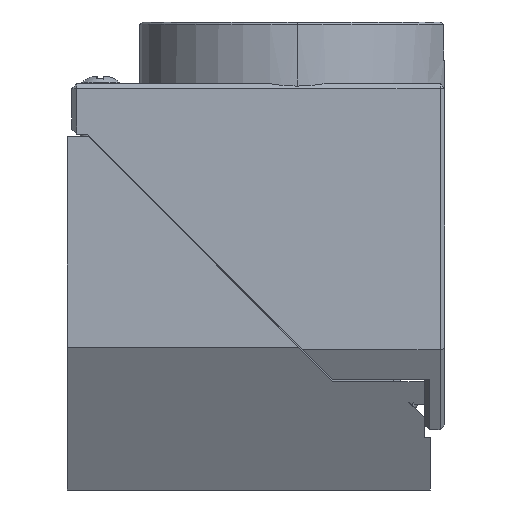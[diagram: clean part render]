
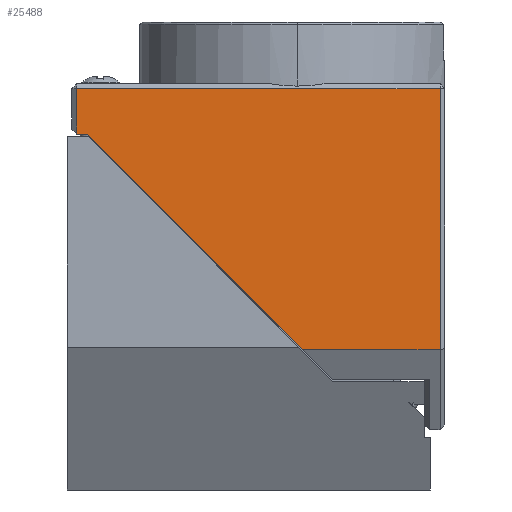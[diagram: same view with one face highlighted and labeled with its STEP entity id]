
A CAD part, left-side view. The second image highlights one B-rep face of the part: STEP entity #25488.
In plain terms, the highlighted planar face has unit normal (-1, 0, 0).
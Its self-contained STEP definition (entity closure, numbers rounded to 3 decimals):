
#23622=DIRECTION('',(0.,0.,1.));
#23623=VECTOR('',#23622,26.93);
#23624=CARTESIAN_POINT('',(-16.51,0.508,-27.438));
#23625=LINE('',#23624,#23623);
#23634=DIRECTION('',(0.,1.,0.));
#23635=VECTOR('',#23634,14.154);
#23636=CARTESIAN_POINT('',(-16.51,0.508,-27.438));
#23637=LINE('',#23636,#23635);
#23638=DIRECTION('',(0.,0.707,0.707));
#23639=VECTOR('',#23638,31.44);
#23640=CARTESIAN_POINT('',(-16.51,14.662,-27.438));
#23641=LINE('',#23640,#23639);
#23642=DIRECTION('',(0.,1.,0.));
#23643=VECTOR('',#23642,1.08);
#23644=CARTESIAN_POINT('',(-16.51,36.894,-5.207));
#23645=LINE('',#23644,#23643);
#23650=DIRECTION('',(0.,0.,-1.));
#23651=VECTOR('',#23650,4.699);
#23652=CARTESIAN_POINT('',(-16.51,37.973,-0.508));
#23653=LINE('',#23652,#23651);
#23741=DIRECTION('',(0.,1.,0.));
#23742=VECTOR('',#23741,37.465);
#23743=CARTESIAN_POINT('',(-16.51,0.508,-0.508));
#23744=LINE('',#23743,#23742);
#24272=CARTESIAN_POINT('',(-16.51,0.508,-0.508));
#24273=VERTEX_POINT('',#24272);
#24274=CARTESIAN_POINT('',(-16.51,0.508,-27.438));
#24275=VERTEX_POINT('',#24274);
#24296=CARTESIAN_POINT('',(-16.51,14.662,-27.438));
#24297=VERTEX_POINT('',#24296);
#24299=CARTESIAN_POINT('',(-16.51,36.894,-5.207));
#24300=VERTEX_POINT('',#24299);
#24341=CARTESIAN_POINT('',(-16.51,37.973,-5.207));
#24342=VERTEX_POINT('',#24341);
#24343=CARTESIAN_POINT('',(-16.51,37.973,-0.508));
#24344=VERTEX_POINT('',#24343);
#25473=CARTESIAN_POINT('',(-16.51,0.,0.));
#25474=DIRECTION('',(-1.,0.,0.));
#25475=DIRECTION('',(0.,0.,1.));
#25476=AXIS2_PLACEMENT_3D('',#25473,#25474,#25475);
#25477=PLANE('',#25476);
#25478=ORIENTED_EDGE('',*,*,#24998,.T.);
#25479=ORIENTED_EDGE('',*,*,#25033,.T.);
#25480=ORIENTED_EDGE('',*,*,#25130,.T.);
#25482=ORIENTED_EDGE('',*,*,#25481,.F.);
#25484=ORIENTED_EDGE('',*,*,#25483,.F.);
#25485=ORIENTED_EDGE('',*,*,#25456,.F.);
#25486=EDGE_LOOP('',(#25478,#25479,#25480,#25482,#25484,#25485));
#25487=FACE_OUTER_BOUND('',#25486,.F.);
#25488=ADVANCED_FACE('',(#25487),#25477,.T.);
#24998=EDGE_CURVE('',#24275,#24297,#23637,.T.);
#25033=EDGE_CURVE('',#24297,#24300,#23641,.T.);
#25130=EDGE_CURVE('',#24300,#24342,#23645,.T.);
#25456=EDGE_CURVE('',#24275,#24273,#23625,.T.);
#25481=EDGE_CURVE('',#24344,#24342,#23653,.T.);
#25483=EDGE_CURVE('',#24273,#24344,#23744,.T.);
